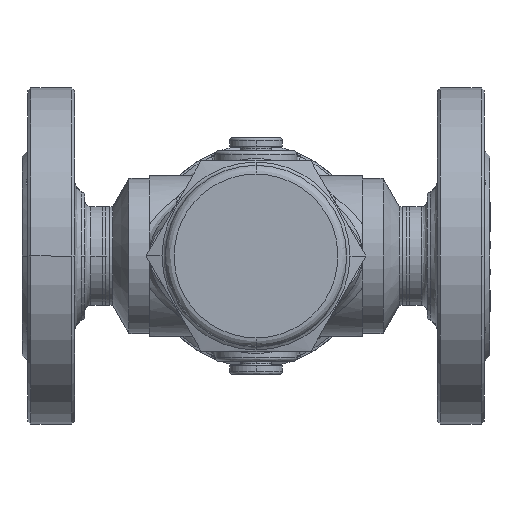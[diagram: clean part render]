
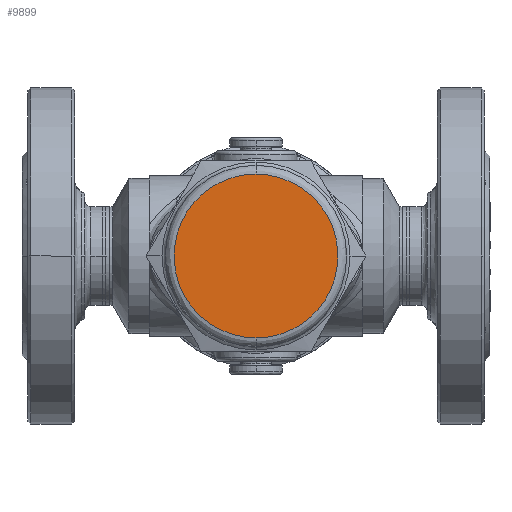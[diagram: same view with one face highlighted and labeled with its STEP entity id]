
A CAD part, front view. The second image highlights one B-rep face of the part: STEP entity #9899.
In plain terms, the highlighted planar face has unit normal (0, -1, 0).
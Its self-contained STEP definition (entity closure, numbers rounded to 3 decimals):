
#1563 = CARTESIAN_POINT ( 'NONE',  ( 0., -68., -28. ) ) ;
#2894 = VERTEX_POINT ( 'NONE', #7646 ) ;
#6173 = CARTESIAN_POINT ( 'NONE',  ( -56., -68., -28. ) ) ;
#6247 = ORIENTED_EDGE ( 'NONE', *, *, #20203, .F. ) ;
#6614 = AXIS2_PLACEMENT_3D ( 'NONE', #24221, #11323, #23559 ) ;
#7646 = CARTESIAN_POINT ( 'NONE',  ( 0., -68., 28. ) ) ;
#8095 = CARTESIAN_POINT ( 'NONE',  ( 0., -68., 28. ) ) ;
#8262 = CARTESIAN_POINT ( 'NONE',  ( 0., -68., -28. ) ) ;
#8519 = FACE_OUTER_BOUND ( 'NONE', #19781, .T. ) ;
#9899 = ADVANCED_FACE ( 'NONE', ( #8519 ), #16715, .F. ) ;
#10682 = CARTESIAN_POINT ( 'NONE',  ( 56., -68., 28. ) ) ;
#11323 = DIRECTION ( 'NONE',  ( 0., 1., 0. ) ) ;
#11342 =( BOUNDED_CURVE ( )  B_SPLINE_CURVE ( 3, ( #24187, #10682, #24356, #1563 ),
 .UNSPECIFIED., .F., .T. ) 
 B_SPLINE_CURVE_WITH_KNOTS ( ( 4, 4 ),
 ( 0., 1. ),
 .UNSPECIFIED. ) 
 CURVE ( )  GEOMETRIC_REPRESENTATION_ITEM ( )  RATIONAL_B_SPLINE_CURVE ( ( 1., 0.333, 0.333, 1. ) ) 
 REPRESENTATION_ITEM ( '' )  );
#11420 = EDGE_CURVE ( 'NONE', #20979, #2894, #19286, .T. ) ;
#13977 = CARTESIAN_POINT ( 'NONE',  ( -56., -68., 28. ) ) ;
#15318 = ORIENTED_EDGE ( 'NONE', *, *, #11420, .F. ) ;
#16715 = PLANE ( 'NONE',  #6614 ) ;
#19286 =( BOUNDED_CURVE ( )  B_SPLINE_CURVE ( 3, ( #8262, #6173, #13977, #8095 ),
 .UNSPECIFIED., .F., .T. ) 
 B_SPLINE_CURVE_WITH_KNOTS ( ( 4, 4 ),
 ( 0., 1. ),
 .UNSPECIFIED. ) 
 CURVE ( )  GEOMETRIC_REPRESENTATION_ITEM ( )  RATIONAL_B_SPLINE_CURVE ( ( 1., 0.333, 0.333, 1. ) ) 
 REPRESENTATION_ITEM ( '' )  );
#19634 = CARTESIAN_POINT ( 'NONE',  ( 0., -68., -28. ) ) ;
#19781 = EDGE_LOOP ( 'NONE', ( #6247, #15318 ) ) ;
#20203 = EDGE_CURVE ( 'NONE', #2894, #20979, #11342, .T. ) ;
#20979 = VERTEX_POINT ( 'NONE', #19634 ) ;
#23559 = DIRECTION ( 'NONE',  ( -1., 0., 0. ) ) ;
#24187 = CARTESIAN_POINT ( 'NONE',  ( 0., -68., 28. ) ) ;
#24221 = CARTESIAN_POINT ( 'NONE',  ( 0., -68., 0. ) ) ;
#24356 = CARTESIAN_POINT ( 'NONE',  ( 56., -68., -28. ) ) ;
